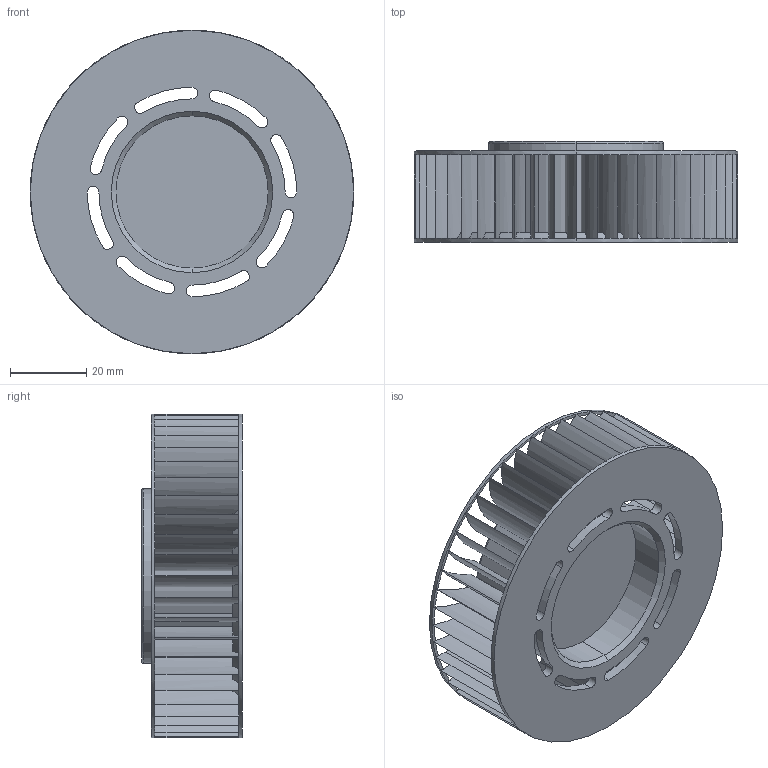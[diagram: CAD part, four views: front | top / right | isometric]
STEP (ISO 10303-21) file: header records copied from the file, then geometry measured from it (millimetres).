
FILE_DESCRIPTION (( 'STEP AP214' ), '1' );
FILE_NAME ('turbine.STEP', '2017-06-26T12:57:10', ( '' ), ( '' ), 'SwSTEP 2.0', 'SolidWorks 2017', '' );
FILE_SCHEMA (( 'AUTOMOTIVE_DESIGN' ));
Length unit declared in the file: millimetre
Products named in the file (1): turbine
Bounding box: 85 x 26.5 x 85 mm (x, y, z)
Volume: 47355.6 mm3; surface area: 44633.9 mm2
Topology: 1 solids, 1 shells, 357 faces, 1048 edges, 600 vertices
Faces by surface type: cylinder 155, plane 149, cone 51, torus 2
Entity records: 12362 total; most frequent: DIRECTION 2460, CARTESIAN_POINT 2297, ORIENTED_EDGE 2096, AXIS2_PLACEMENT_3D 1151, EDGE_CURVE 1048, CIRCLE 793, VERTEX_POINT 600, EDGE_LOOP 376
